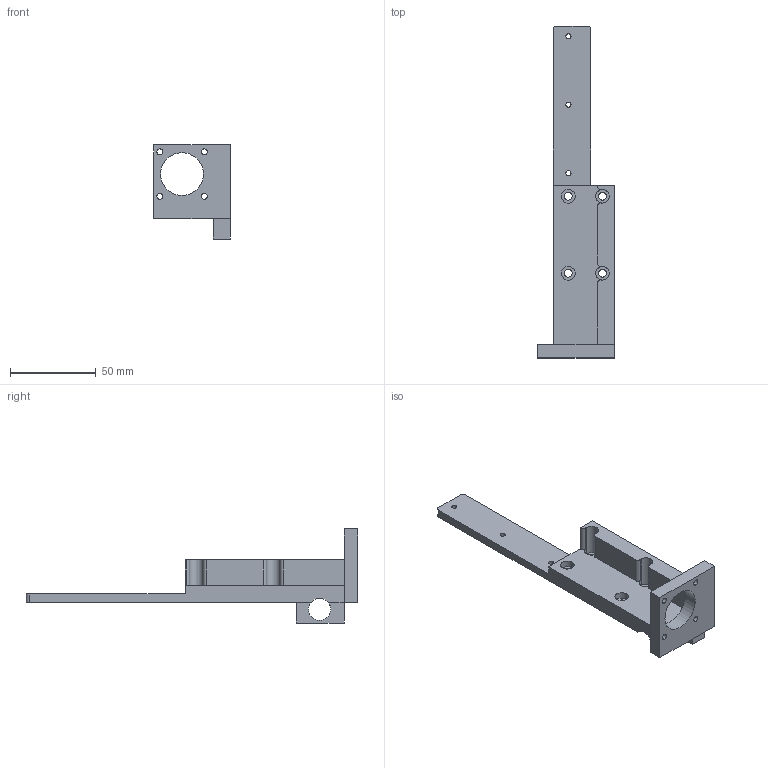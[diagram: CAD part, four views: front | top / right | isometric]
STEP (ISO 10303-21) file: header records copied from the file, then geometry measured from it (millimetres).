
FILE_DESCRIPTION (( 'STEP AP203' ), '1' );
FILE_NAME ('13-018313.step', '2022-02-21T15:50:04', ( '' ), ( '' ), 'SwSTEP 2.0', 'SolidWorks 2021', '' );
FILE_SCHEMA (( 'CONFIG_CONTROL_DESIGN' ));
Length unit declared in the file: millimetre
Products named in the file (1): 13-018313
Bounding box: 45 x 194.03 x 55 mm (x, y, z)
Volume: 67224.4 mm3; surface area: 24018 mm2
Topology: 1 solids, 4 shells, 100 faces, 258 edges, 167 vertices
Faces by surface type: cylinder 60, plane 34, cone 6
Entity records: 3181 total; most frequent: DIRECTION 580, CARTESIAN_POINT 520, ORIENTED_EDGE 504, EDGE_CURVE 252, AXIS2_PLACEMENT_3D 227, VERTEX_POINT 167, EDGE_LOOP 133, CIRCLE 126
